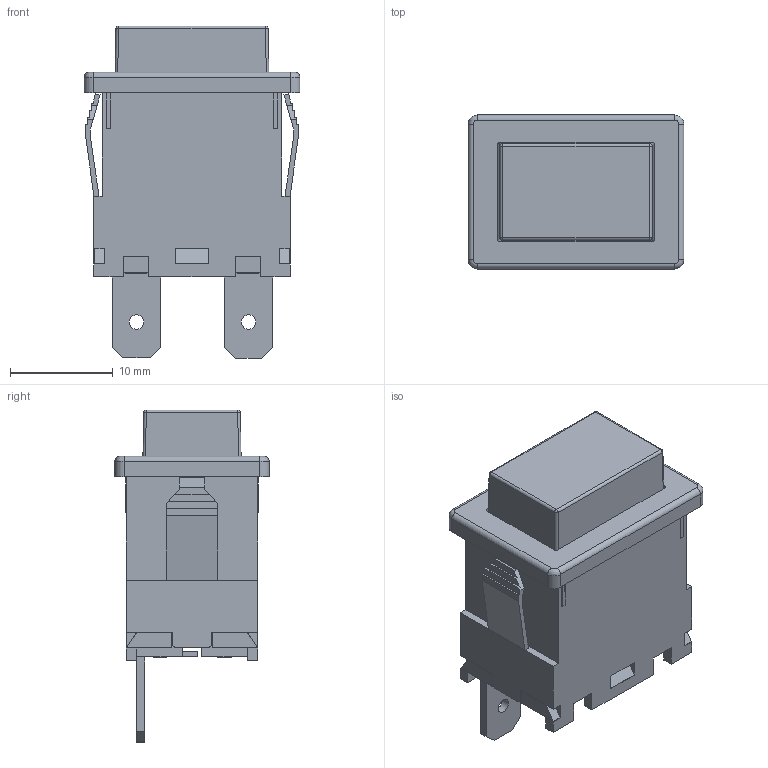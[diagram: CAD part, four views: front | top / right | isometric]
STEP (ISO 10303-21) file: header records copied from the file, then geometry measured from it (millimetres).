
FILE_DESCRIPTION(/* description */ (''),/* implementation_level */ '2;1');
FILE_NAME(/* name */ 'PB1973BxxxxILEF0.stp',/* time_stamp */ '2025-05-28T08:56:07-05:00',/* author */ ('mroman'),/* organization */ (''),/* preprocessor_version */ 'ST-DEVELOPER v18.1',/* originating_system */ 'Autodesk Inventor 2022',/* authorisation */ '');
FILE_SCHEMA (('AUTOMOTIVE_DESIGN { 1 0 10303 214 3 1 1 }'));
Length unit declared in the file: centimetre
Products named in the file (1): PB1973BxxxxILEF0
Bounding box: 21 x 15 x 32.3 mm (x, y, z)
Volume: 4118.3 mm3; surface area: 5331.6 mm2
Topology: 1 solids, 2 shells, 1259 faces, 3591 edges, 2358 vertices
Faces by surface type: plane 822, bspline 325, cylinder 92, sphere 12, torus 8
Full cylindrical faces by diameter (mm): 1.4 x2
Entity records: 42360 total; most frequent: CARTESIAN_POINT 11544, ORIENTED_EDGE 7166, DIRECTION 5027, EDGE_CURVE 3583, LINE 2705, VECTOR 2705, VERTEX_POINT 2358, EDGE_LOOP 1343
